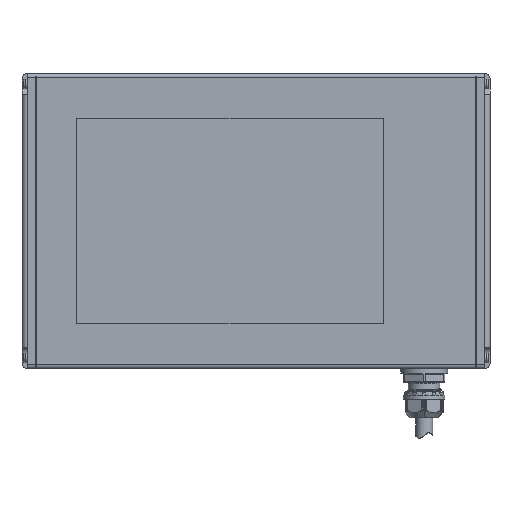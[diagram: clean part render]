
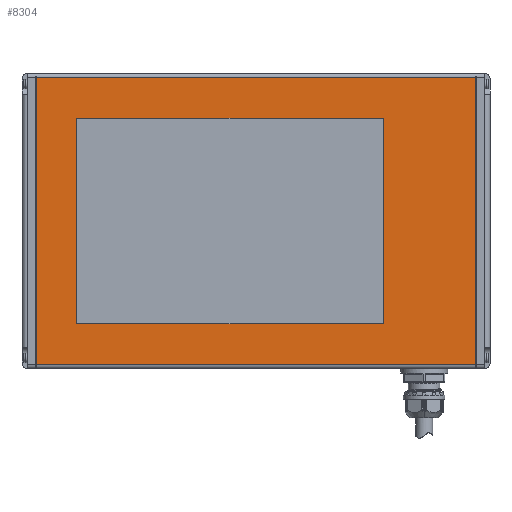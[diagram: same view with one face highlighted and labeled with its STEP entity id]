
A CAD part, top view. The second image highlights one B-rep face of the part: STEP entity #8304.
In plain terms, the highlighted planar face has unit normal (0, 0, 1).
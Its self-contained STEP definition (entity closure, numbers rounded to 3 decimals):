
#249 = DIRECTION ( 'NONE',  ( 0., 0., -1. ) ) ;
#323 = EDGE_CURVE ( 'NONE', #25492, #3015, #15275, .T. ) ;
#1190 = ORIENTED_EDGE ( 'NONE', *, *, #17700, .T. ) ;
#1693 = DIRECTION ( 'NONE',  ( 0., 1., 0. ) ) ;
#1956 = DIRECTION ( 'NONE',  ( 0., 1., 0. ) ) ;
#1959 = EDGE_CURVE ( 'NONE', #10523, #14878, #7520, .T. ) ;
#2425 = LINE ( 'NONE', #25456, #17419 ) ;
#2449 = CARTESIAN_POINT ( 'NONE',  ( -126.9, 83., 25. ) ) ;
#2797 = DIRECTION ( 'NONE',  ( 0., -1., 0. ) ) ;
#3015 = VERTEX_POINT ( 'NONE', #13185 ) ;
#3419 = VECTOR ( 'NONE', #4949, 1000. ) ;
#3836 = CARTESIAN_POINT ( 'NONE',  ( 73.3, -59.3, 25. ) ) ;
#3849 = CARTESIAN_POINT ( 'NONE',  ( -103.3, -59.3, 25. ) ) ;
#4949 = DIRECTION ( 'NONE',  ( 0., -1., 0. ) ) ;
#5104 = ORIENTED_EDGE ( 'NONE', *, *, #323, .T. ) ;
#5236 = EDGE_CURVE ( 'NONE', #26690, #11345, #22728, .T. ) ;
#5334 = VECTOR ( 'NONE', #11981, 1000. ) ;
#5396 = ORIENTED_EDGE ( 'NONE', *, *, #16893, .F. ) ;
#5686 = ORIENTED_EDGE ( 'NONE', *, *, #1959, .F. ) ;
#6096 = CARTESIAN_POINT ( 'NONE',  ( 73.3, 59.3, 25. ) ) ;
#6427 = DIRECTION ( 'NONE',  ( -1., 0., 0. ) ) ;
#7520 = LINE ( 'NONE', #20372, #10505 ) ;
#7910 = CARTESIAN_POINT ( 'NONE',  ( 126.9, -83., 25. ) ) ;
#8253 = FACE_OUTER_BOUND ( 'NONE', #27094, .T. ) ;
#8304 = ADVANCED_FACE ( 'NONE', ( #12797, #8253 ), #21213, .F. ) ;
#8643 = EDGE_CURVE ( 'NONE', #14878, #26690, #17550, .T. ) ;
#8783 = CARTESIAN_POINT ( 'NONE',  ( 127., 83., 25. ) ) ;
#9294 = VERTEX_POINT ( 'NONE', #7910 ) ;
#9729 = VECTOR ( 'NONE', #12241, 1000. ) ;
#9913 = CARTESIAN_POINT ( 'NONE',  ( 127., -83., 25. ) ) ;
#10294 = CARTESIAN_POINT ( 'NONE',  ( -103.3, 59.3, 25. ) ) ;
#10505 = VECTOR ( 'NONE', #24358, 1000. ) ;
#10523 = VERTEX_POINT ( 'NONE', #21336 ) ;
#11216 = CARTESIAN_POINT ( 'NONE',  ( -103.3, 59.3, 25. ) ) ;
#11345 = VERTEX_POINT ( 'NONE', #12265 ) ;
#11663 = ORIENTED_EDGE ( 'NONE', *, *, #8643, .F. ) ;
#11981 = DIRECTION ( 'NONE',  ( -1., 0., 0. ) ) ;
#12241 = DIRECTION ( 'NONE',  ( 1., 0., 0. ) ) ;
#12265 = CARTESIAN_POINT ( 'NONE',  ( 73.3, -59.3, 25. ) ) ;
#12409 = AXIS2_PLACEMENT_3D ( 'NONE', #8783, #249, #17198 ) ;
#12797 = FACE_BOUND ( 'NONE', #24221, .T. ) ;
#13098 = ORIENTED_EDGE ( 'NONE', *, *, #20721, .F. ) ;
#13185 = CARTESIAN_POINT ( 'NONE',  ( -126.9, -83., 25. ) ) ;
#13624 = LINE ( 'NONE', #9913, #5334 ) ;
#13728 = VECTOR ( 'NONE', #1693, 1000. ) ;
#14202 = VECTOR ( 'NONE', #1956, 1000. ) ;
#14536 = CARTESIAN_POINT ( 'NONE',  ( -126.9, 83., 25. ) ) ;
#14878 = VERTEX_POINT ( 'NONE', #10294 ) ;
#15275 = LINE ( 'NONE', #2449, #3419 ) ;
#16893 = EDGE_CURVE ( 'NONE', #9294, #3015, #13624, .T. ) ;
#17198 = DIRECTION ( 'NONE',  ( -1., 0., 0. ) ) ;
#17419 = VECTOR ( 'NONE', #6427, 1000. ) ;
#17550 = LINE ( 'NONE', #11216, #25630 ) ;
#17700 = EDGE_CURVE ( 'NONE', #9294, #26288, #21855, .T. ) ;
#17788 = ORIENTED_EDGE ( 'NONE', *, *, #5236, .F. ) ;
#18664 = LINE ( 'NONE', #6096, #14202 ) ;
#20372 = CARTESIAN_POINT ( 'NONE',  ( 73.3, 59.3, 25. ) ) ;
#20721 = EDGE_CURVE ( 'NONE', #11345, #10523, #18664, .T. ) ;
#21213 = PLANE ( 'NONE',  #12409 ) ;
#21336 = CARTESIAN_POINT ( 'NONE',  ( 73.3, 59.3, 25. ) ) ;
#21855 = LINE ( 'NONE', #22928, #13728 ) ;
#22728 = LINE ( 'NONE', #3836, #9729 ) ;
#22928 = CARTESIAN_POINT ( 'NONE',  ( 126.9, 83., 25. ) ) ;
#24221 = EDGE_LOOP ( 'NONE', ( #5686, #13098, #17788, #11663 ) ) ;
#24358 = DIRECTION ( 'NONE',  ( -1., 0., 0. ) ) ;
#25456 = CARTESIAN_POINT ( 'NONE',  ( 127., 83., 25. ) ) ;
#25492 = VERTEX_POINT ( 'NONE', #14536 ) ;
#25630 = VECTOR ( 'NONE', #2797, 1000. ) ;
#26243 = ORIENTED_EDGE ( 'NONE', *, *, #26765, .T. ) ;
#26288 = VERTEX_POINT ( 'NONE', #26906 ) ;
#26690 = VERTEX_POINT ( 'NONE', #3849 ) ;
#26765 = EDGE_CURVE ( 'NONE', #26288, #25492, #2425, .T. ) ;
#26906 = CARTESIAN_POINT ( 'NONE',  ( 126.9, 83., 25. ) ) ;
#27094 = EDGE_LOOP ( 'NONE', ( #26243, #5104, #5396, #1190 ) ) ;
